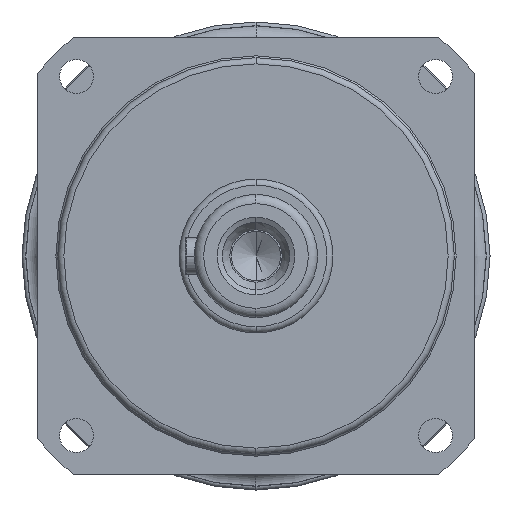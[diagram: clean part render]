
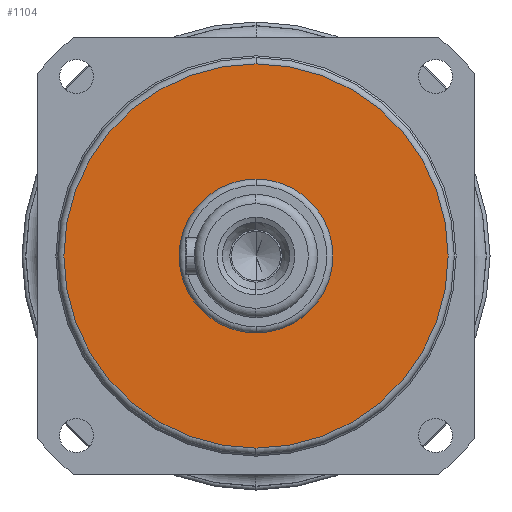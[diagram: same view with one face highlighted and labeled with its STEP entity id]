
A CAD part, left-side view. The second image highlights one B-rep face of the part: STEP entity #1104.
In plain terms, the highlighted planar face has unit normal (-1, 0, 0).
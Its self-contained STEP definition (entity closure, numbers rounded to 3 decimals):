
#215 = CARTESIAN_POINT ( 'NONE',  ( -120.28, 22.102, 359.7 ) ) ;
#224 = VERTEX_POINT ( 'NONE', #215 ) ;
#398 = EDGE_CURVE ( 'NONE', #500, #5038, #679, .T. ) ;
#427 = ORIENTED_EDGE ( 'NONE', *, *, #3999, .F. ) ;
#500 = VERTEX_POINT ( 'NONE', #3631 ) ;
#679 = CIRCLE ( 'NONE', #1487, 25. ) ;
#834 = AXIS2_PLACEMENT_3D ( 'NONE', #2859, #4614, #4635 ) ;
#970 = DIRECTION ( 'NONE',  ( 0., 0., 1. ) ) ;
#1091 = AXIS2_PLACEMENT_3D ( 'NONE', #2935, #1215, #2078 ) ;
#1104 = ADVANCED_FACE ( 'NONE', ( #4826, #5455 ), #3728, .F. ) ;
#1178 = EDGE_CURVE ( 'NONE', #5474, #224, #2842, .T. ) ;
#1215 = DIRECTION ( 'NONE',  ( -1., 0., 0. ) ) ;
#1358 = CARTESIAN_POINT ( 'NONE',  ( -120.28, 22.102, 297.3 ) ) ;
#1487 = AXIS2_PLACEMENT_3D ( 'NONE', #1358, #4063, #970 ) ;
#1732 = CARTESIAN_POINT ( 'NONE',  ( -120.28, 22.102, 297.3 ) ) ;
#1756 = DIRECTION ( 'NONE',  ( 0., 0., 1. ) ) ;
#2078 = DIRECTION ( 'NONE',  ( 0., 0., 1. ) ) ;
#2370 = AXIS2_PLACEMENT_3D ( 'NONE', #1732, #4429, #1756 ) ;
#2462 = CIRCLE ( 'NONE', #2370, 62.4 ) ;
#2475 = CARTESIAN_POINT ( 'NONE',  ( -120.28, 22.102, 234.9 ) ) ;
#2480 = CARTESIAN_POINT ( 'NONE',  ( -120.28, 22.102, 297.3 ) ) ;
#2531 = EDGE_LOOP ( 'NONE', ( #2959, #427 ) ) ;
#2842 = CIRCLE ( 'NONE', #1091, 62.4 ) ;
#2859 = CARTESIAN_POINT ( 'NONE',  ( -120.28, 47.102, 297.3 ) ) ;
#2935 = CARTESIAN_POINT ( 'NONE',  ( -120.28, 22.102, 297.3 ) ) ;
#2959 = ORIENTED_EDGE ( 'NONE', *, *, #398, .F. ) ;
#3170 = ORIENTED_EDGE ( 'NONE', *, *, #1178, .T. ) ;
#3476 = EDGE_LOOP ( 'NONE', ( #5076, #3170 ) ) ;
#3631 = CARTESIAN_POINT ( 'NONE',  ( -120.28, 22.102, 322.3 ) ) ;
#3642 = EDGE_CURVE ( 'NONE', #224, #5474, #2462, .T. ) ;
#3728 = PLANE ( 'NONE',  #834 ) ;
#3835 = DIRECTION ( 'NONE',  ( 0., 0., 1. ) ) ;
#3935 = AXIS2_PLACEMENT_3D ( 'NONE', #2480, #4770, #3835 ) ;
#3999 = EDGE_CURVE ( 'NONE', #5038, #500, #5528, .T. ) ;
#4063 = DIRECTION ( 'NONE',  ( -1., 0., 0. ) ) ;
#4236 = CARTESIAN_POINT ( 'NONE',  ( -120.28, 22.102, 272.3 ) ) ;
#4429 = DIRECTION ( 'NONE',  ( -1., 0., 0. ) ) ;
#4614 = DIRECTION ( 'NONE',  ( 1., 0., 0. ) ) ;
#4635 = DIRECTION ( 'NONE',  ( 0., 0., -1. ) ) ;
#4770 = DIRECTION ( 'NONE',  ( -1., 0., 0. ) ) ;
#4826 = FACE_BOUND ( 'NONE', #2531, .T. ) ;
#5038 = VERTEX_POINT ( 'NONE', #4236 ) ;
#5076 = ORIENTED_EDGE ( 'NONE', *, *, #3642, .T. ) ;
#5455 = FACE_OUTER_BOUND ( 'NONE', #3476, .T. ) ;
#5474 = VERTEX_POINT ( 'NONE', #2475 ) ;
#5528 = CIRCLE ( 'NONE', #3935, 25. ) ;
